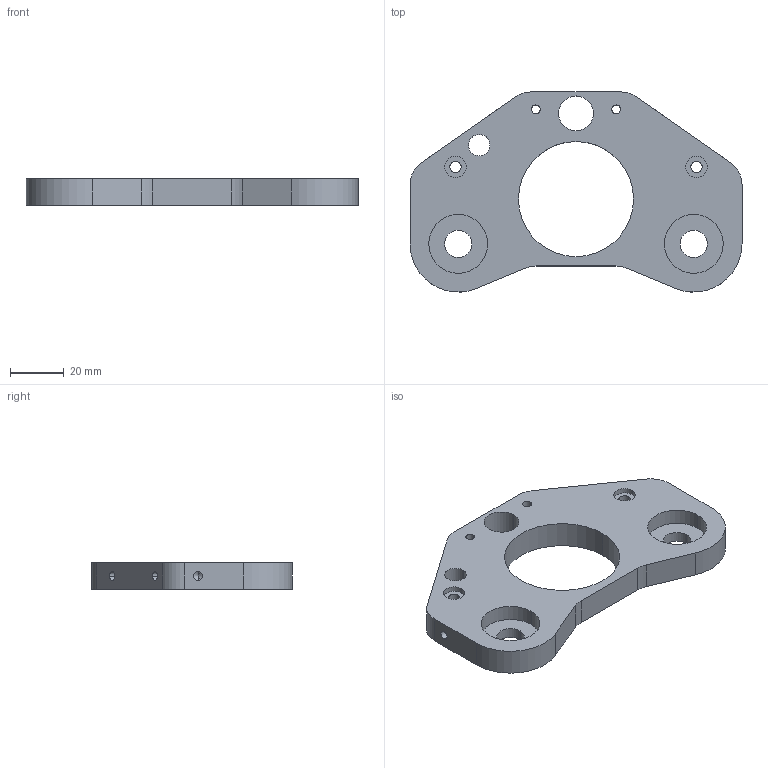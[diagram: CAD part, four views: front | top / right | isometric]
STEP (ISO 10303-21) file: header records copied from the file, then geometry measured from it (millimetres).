
FILE_DESCRIPTION (( 'STEP AP214' ), '1' );
FILE_NAME ('PL-USI-012-Aa-support-moteur-2.STEP', '2019-08-30T09:24:49', ( '' ), ( '' ), 'SwSTEP 2.0', 'SolidWorks 2016', '' );
FILE_SCHEMA (( 'AUTOMOTIVE_DESIGN' ));
Length unit declared in the file: millimetre
Products named in the file (1): PL-USI-012-Aa-support-moteur-2
Bounding box: 124 x 74.71 x 10 mm (x, y, z)
Volume: 50501.6 mm3; surface area: 18730.9 mm2
Topology: 1 solids, 1 shells, 80 faces, 206 edges, 124 vertices
Faces by surface type: cylinder 50, cone 16, plane 14
Entity records: 2640 total; most frequent: DIRECTION 452, CARTESIAN_POINT 395, ORIENTED_EDGE 380, EDGE_CURVE 190, AXIS2_PLACEMENT_3D 181, VERTEX_POINT 124, EDGE_LOOP 110, CIRCLE 100
